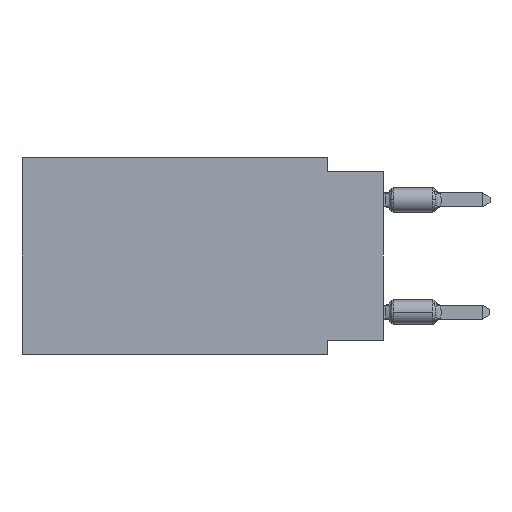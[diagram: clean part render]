
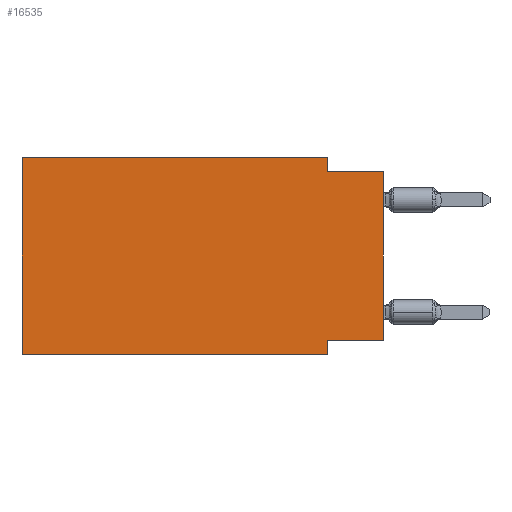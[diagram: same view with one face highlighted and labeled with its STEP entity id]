
A CAD part, left-side view. The second image highlights one B-rep face of the part: STEP entity #16535.
In plain terms, the highlighted planar face has unit normal (-1, 0, 0).
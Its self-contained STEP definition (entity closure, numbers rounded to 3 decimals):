
#8 = VECTOR ( 'NONE', #6095, 1000. ) ;
#152 = CARTESIAN_POINT ( 'NONE',  ( 0., 16.383, -8.89 ) ) ;
#247 = CARTESIAN_POINT ( 'NONE',  ( 0., 2.54, 0. ) ) ;
#1434 = VERTEX_POINT ( 'NONE', #10779 ) ;
#1847 = VERTEX_POINT ( 'NONE', #5877 ) ;
#2163 = LINE ( 'NONE', #12595, #8 ) ;
#2386 = EDGE_CURVE ( 'NONE', #11754, #13277, #3369, .T. ) ;
#3369 = LINE ( 'NONE', #8588, #9744 ) ;
#3502 = CARTESIAN_POINT ( 'NONE',  ( 0., 0., -0.635 ) ) ;
#3591 = LINE ( 'NONE', #10256, #16171 ) ;
#3595 = ORIENTED_EDGE ( 'NONE', *, *, #4103, .F. ) ;
#3879 = EDGE_CURVE ( 'NONE', #10354, #1434, #14569, .T. ) ;
#4103 = EDGE_CURVE ( 'NONE', #12511, #5368, #7610, .T. ) ;
#4338 = VERTEX_POINT ( 'NONE', #3502 ) ;
#4528 = EDGE_CURVE ( 'NONE', #5368, #4338, #3591, .T. ) ;
#4580 = VECTOR ( 'NONE', #12038, 1000. ) ;
#4912 = AXIS2_PLACEMENT_3D ( 'NONE', #8768, #5865, #12521 ) ;
#5338 = ORIENTED_EDGE ( 'NONE', *, *, #16010, .F. ) ;
#5368 = VERTEX_POINT ( 'NONE', #5602 ) ;
#5602 = CARTESIAN_POINT ( 'NONE',  ( 0., 2.54, -0.635 ) ) ;
#5865 = DIRECTION ( 'NONE',  ( 1., 0., 0. ) ) ;
#5877 = CARTESIAN_POINT ( 'NONE',  ( 0., 2.54, -8.89 ) ) ;
#6095 = DIRECTION ( 'NONE',  ( 0., 0., -1. ) ) ;
#6308 = VECTOR ( 'NONE', #8233, 1000. ) ;
#6423 = DIRECTION ( 'NONE',  ( 0., 0., -1. ) ) ;
#6471 = CARTESIAN_POINT ( 'NONE',  ( 0., 2.54, -8.255 ) ) ;
#6503 = EDGE_CURVE ( 'NONE', #10354, #1847, #9305, .T. ) ;
#6900 = CARTESIAN_POINT ( 'NONE',  ( 0., 16.383, -8.89 ) ) ;
#7388 = FACE_OUTER_BOUND ( 'NONE', #15660, .T. ) ;
#7610 = LINE ( 'NONE', #13014, #8778 ) ;
#7665 = LINE ( 'NONE', #12636, #13096 ) ;
#8233 = DIRECTION ( 'NONE',  ( 0., 0., 1. ) ) ;
#8588 = CARTESIAN_POINT ( 'NONE',  ( 0., 0., -8.255 ) ) ;
#8768 = CARTESIAN_POINT ( 'NONE',  ( 0., 16.383, 0. ) ) ;
#8778 = VECTOR ( 'NONE', #6423, 1000. ) ;
#8808 = DIRECTION ( 'NONE',  ( 0., -1., 0. ) ) ;
#9060 = LINE ( 'NONE', #13084, #14510 ) ;
#9305 = LINE ( 'NONE', #152, #4580 ) ;
#9744 = VECTOR ( 'NONE', #11401, 1000. ) ;
#10247 = DIRECTION ( 'NONE',  ( 0., -1., 0. ) ) ;
#10256 = CARTESIAN_POINT ( 'NONE',  ( 0., 0., -0.635 ) ) ;
#10354 = VERTEX_POINT ( 'NONE', #6900 ) ;
#10779 = CARTESIAN_POINT ( 'NONE',  ( 0., 16.383, 0. ) ) ;
#10810 = CARTESIAN_POINT ( 'NONE',  ( 0., 16.383, 0. ) ) ;
#11401 = DIRECTION ( 'NONE',  ( 0., 1., 0. ) ) ;
#11754 = VERTEX_POINT ( 'NONE', #12796 ) ;
#12038 = DIRECTION ( 'NONE',  ( 0., -1., 0. ) ) ;
#12049 = ORIENTED_EDGE ( 'NONE', *, *, #13989, .F. ) ;
#12338 = ORIENTED_EDGE ( 'NONE', *, *, #4528, .F. ) ;
#12511 = VERTEX_POINT ( 'NONE', #247 ) ;
#12521 = DIRECTION ( 'NONE',  ( 0., 0., -1. ) ) ;
#12595 = CARTESIAN_POINT ( 'NONE',  ( 0., 2.54, -8.89 ) ) ;
#12636 = CARTESIAN_POINT ( 'NONE',  ( 0., 16.383, 0. ) ) ;
#12796 = CARTESIAN_POINT ( 'NONE',  ( 0., 0., -8.255 ) ) ;
#13014 = CARTESIAN_POINT ( 'NONE',  ( 0., 2.54, 0. ) ) ;
#13084 = CARTESIAN_POINT ( 'NONE',  ( 0., 0., 0. ) ) ;
#13096 = VECTOR ( 'NONE', #10247, 1000. ) ;
#13277 = VERTEX_POINT ( 'NONE', #6471 ) ;
#13473 = ORIENTED_EDGE ( 'NONE', *, *, #3879, .F. ) ;
#13543 = ORIENTED_EDGE ( 'NONE', *, *, #6503, .T. ) ;
#13897 = PLANE ( 'NONE',  #4912 ) ;
#13989 = EDGE_CURVE ( 'NONE', #13277, #1847, #2163, .T. ) ;
#14126 = ORIENTED_EDGE ( 'NONE', *, *, #14530, .T. ) ;
#14369 = DIRECTION ( 'NONE',  ( 0., 0., 1. ) ) ;
#14510 = VECTOR ( 'NONE', #14369, 1000. ) ;
#14530 = EDGE_CURVE ( 'NONE', #11754, #4338, #9060, .T. ) ;
#14569 = LINE ( 'NONE', #10810, #6308 ) ;
#14988 = ORIENTED_EDGE ( 'NONE', *, *, #2386, .F. ) ;
#15660 = EDGE_LOOP ( 'NONE', ( #14126, #12338, #3595, #5338, #13473, #13543, #12049, #14988 ) ) ;
#16010 = EDGE_CURVE ( 'NONE', #1434, #12511, #7665, .T. ) ;
#16171 = VECTOR ( 'NONE', #8808, 1000. ) ;
#16535 = ADVANCED_FACE ( 'NONE', ( #7388 ), #13897, .F. ) ;
